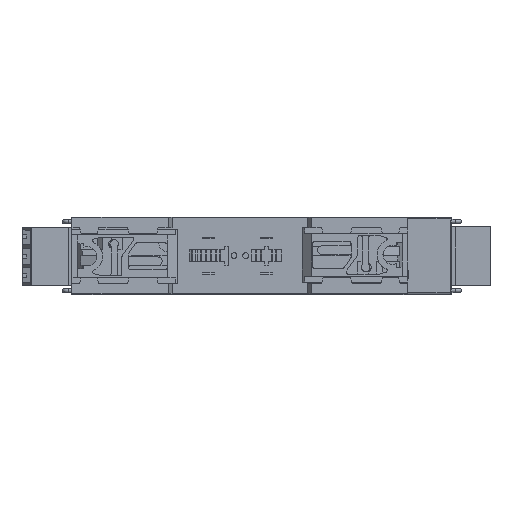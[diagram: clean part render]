
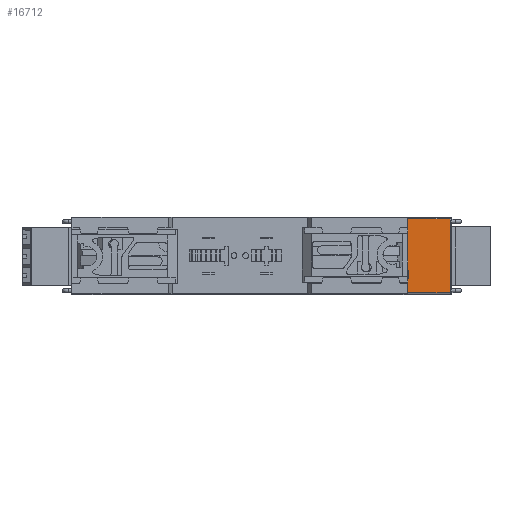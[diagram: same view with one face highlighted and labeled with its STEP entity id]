
A CAD part, top view. The second image highlights one B-rep face of the part: STEP entity #16712.
In plain terms, the highlighted planar face has unit normal (0, 0, 1).
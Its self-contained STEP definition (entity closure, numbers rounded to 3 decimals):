
#354=DIRECTION('',(1.,0.,0.));
#355=VECTOR('',#354,11.);
#356=CARTESIAN_POINT('',(43.75,-9.65,-38.5));
#357=LINE('',#356,#355);
#367=DIRECTION('',(0.,-1.,0.));
#368=VECTOR('',#367,19.3);
#369=CARTESIAN_POINT('',(43.75,9.65,-38.5));
#370=LINE('',#369,#368);
#6348=DIRECTION('',(0.,1.,0.));
#6349=VECTOR('',#6348,0.65);
#6350=CARTESIAN_POINT('',(54.75,-9.65,-38.5));
#6351=LINE('',#6350,#6349);
#6386=DIRECTION('',(0.,1.,0.));
#6387=VECTOR('',#6386,18.);
#6388=CARTESIAN_POINT('',(54.75,-9.,-38.5));
#6389=LINE('',#6388,#6387);
#10019=DIRECTION('',(0.,1.,0.));
#10020=VECTOR('',#10019,0.65);
#10021=CARTESIAN_POINT('',(54.75,9.,-38.5));
#10022=LINE('',#10021,#10020);
#10042=DIRECTION('',(-1.,0.,0.));
#10043=VECTOR('',#10042,11.);
#10044=CARTESIAN_POINT('',(54.75,9.65,-38.5));
#10045=LINE('',#10044,#10043);
#12658=CARTESIAN_POINT('',(43.75,9.65,-38.5));
#12659=VERTEX_POINT('',#12658);
#12660=CARTESIAN_POINT('',(43.75,-9.65,-38.5));
#12661=VERTEX_POINT('',#12660);
#13348=CARTESIAN_POINT('',(54.75,-9.65,-38.5));
#13349=VERTEX_POINT('',#13348);
#13350=CARTESIAN_POINT('',(54.75,9.65,-38.5));
#13351=VERTEX_POINT('',#13350);
#13352=CARTESIAN_POINT('',(54.75,9.,-38.5));
#13353=VERTEX_POINT('',#13352);
#13354=CARTESIAN_POINT('',(54.75,-9.,-38.5));
#13355=VERTEX_POINT('',#13354);
#16694=CARTESIAN_POINT('',(55.25,9.95,-38.5));
#16695=DIRECTION('',(0.,0.,1.));
#16696=DIRECTION('',(-1.,0.,0.));
#16697=AXIS2_PLACEMENT_3D('',#16694,#16695,#16696);
#16698=PLANE('',#16697);
#16699=ORIENTED_EDGE('',*,*,#16678,.F.);
#16701=ORIENTED_EDGE('',*,*,#16700,.F.);
#16703=ORIENTED_EDGE('',*,*,#16702,.F.);
#16705=ORIENTED_EDGE('',*,*,#16704,.F.);
#16707=ORIENTED_EDGE('',*,*,#16706,.F.);
#16709=ORIENTED_EDGE('',*,*,#16708,.F.);
#16710=EDGE_LOOP('',(#16699,#16701,#16703,#16705,#16707,#16709));
#16711=FACE_OUTER_BOUND('',#16710,.F.);
#16712=ADVANCED_FACE('',(#16711),#16698,.T.);
#16678=EDGE_CURVE('',#12661,#13349,#357,.T.);
#16700=EDGE_CURVE('',#12659,#12661,#370,.T.);
#16702=EDGE_CURVE('',#13351,#12659,#10045,.T.);
#16704=EDGE_CURVE('',#13353,#13351,#10022,.T.);
#16706=EDGE_CURVE('',#13355,#13353,#6389,.T.);
#16708=EDGE_CURVE('',#13349,#13355,#6351,.T.);
